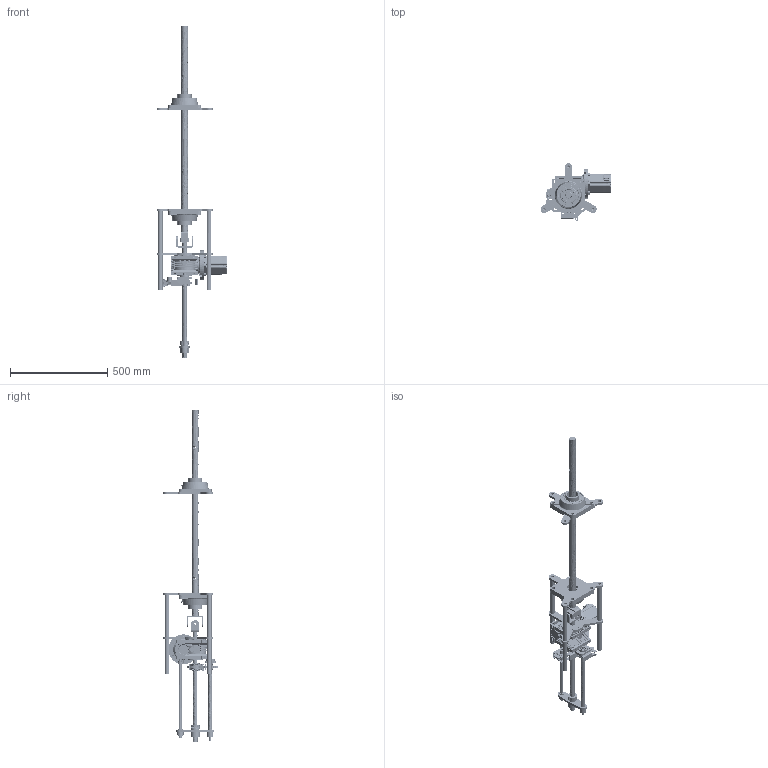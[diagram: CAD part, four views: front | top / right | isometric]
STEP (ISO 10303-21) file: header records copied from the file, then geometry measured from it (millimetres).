
FILE_DESCRIPTION(('FreeCAD Model'),'2;1');
FILE_NAME('Open CASCADE Shape Model','2025-05-09T09:21:57',('FreeCAD'),( 'FreeCAD'),'Open CASCADE STEP processor 7.6','FreeCAD','Unknown');
FILE_SCHEMA(('AUTOMOTIVE_DESIGN { 1 0 10303 214 1 1 1 1 }'));
Products named in the file (1): Open CASCADE STEP translator 7.6 1
Bounding box: 364.31 x 293.52 x 1703.93 mm (x, y, z)
Volume: 6675609.1 mm3; surface area: 1622594.7 mm2
Topology: 128 solids, 128 shells, 4218 faces, 11681 edges, 7809 vertices
Faces by surface type: bspline 4218
Entity records: 150369 total; most frequent: CARTESIAN_POINT 84811, ORIENTED_EDGE 22962, EDGE_CURVE 11481, VERTEX_POINT 7743, B_SPLINE_CURVE_WITH_KNOTS 6913, FACE_BOUND 4813, EDGE_LOOP 4773, ADVANCED_FACE 4218
